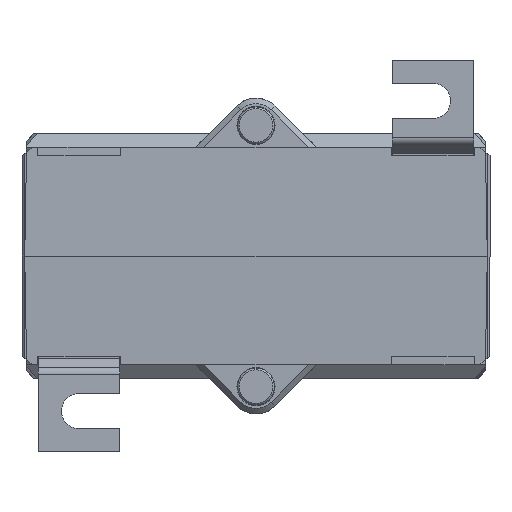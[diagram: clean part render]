
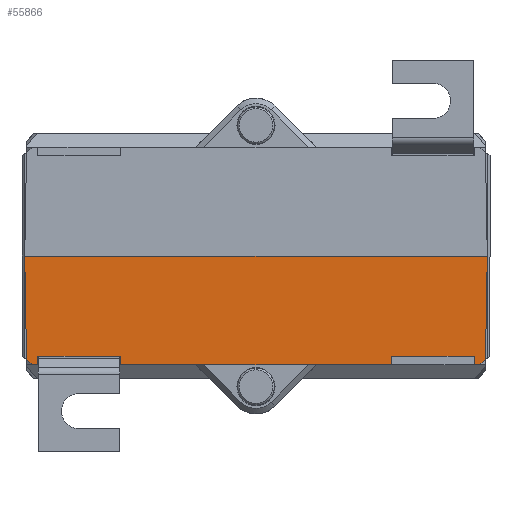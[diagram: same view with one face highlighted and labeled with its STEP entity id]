
A CAD part, front view. The second image highlights one B-rep face of the part: STEP entity #55866.
In plain terms, the highlighted face is planar.
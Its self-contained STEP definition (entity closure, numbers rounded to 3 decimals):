
#13159 = CARTESIAN_POINT ( 'NONE',  ( -42.5, -43.25, 0. ) ) ;
#13309 = CARTESIAN_POINT ( 'NONE',  ( 42.5, -43.25, 0. ) ) ;
#13377 = DIRECTION ( 'NONE',  ( 1., 0., 0. ) ) ;
#13378 = VECTOR ( 'NONE', #13377, 1000. ) ;
#13380 = CARTESIAN_POINT ( 'NONE',  ( -42.5, -43.25, 0. ) ) ;
#13382 = LINE ( 'NONE', #13380, #13378 ) ;
#14495 = CARTESIAN_POINT ( 'NONE',  ( -42.168, -42.918, 19. ) ) ;
#14761 = VECTOR ( 'NONE', #15010, 1000. ) ;
#14939 = CARTESIAN_POINT ( 'NONE',  ( 42.47, -43.22, 1.71 ) ) ;
#14941 = LINE ( 'NONE', #14939, #14761 ) ;
#15010 = DIRECTION ( 'NONE',  ( 0.017, -0.017, -1. ) ) ;
#15170 = CARTESIAN_POINT ( 'NONE',  ( 42.168, -42.918, 19. ) ) ;
#15274 = CARTESIAN_POINT ( 'NONE',  ( -42.5, -43.25, 0. ) ) ;
#15278 = LINE ( 'NONE', #15274, #15284 ) ;
#15283 = DIRECTION ( 'NONE',  ( -0.017, -0.017, -1. ) ) ;
#15284 = VECTOR ( 'NONE', #15283, 1000. ) ;
#16317 = CARTESIAN_POINT ( 'NONE',  ( 40.122, -42.901, 20. ) ) ;
#16410 = DIRECTION ( 'NONE',  ( 1., 0., 0. ) ) ;
#16412 = VECTOR ( 'NONE', #16410, 1000. ) ;
#16413 = CARTESIAN_POINT ( 'NONE',  ( -42.5, -42.901, 20. ) ) ;
#16414 = LINE ( 'NONE', #16413, #16412 ) ;
#16536 = CARTESIAN_POINT ( 'NONE',  ( 41.133, -42.901, 20. ) ) ;
#16580 = CARTESIAN_POINT ( 'NONE',  ( -24.878, -42.901, 20. ) ) ;
#16584 = CARTESIAN_POINT ( 'NONE',  ( -42.5, -42.901, 20. ) ) ;
#16585 = LINE ( 'NONE', #16584, #16627 ) ;
#16600 = DIRECTION ( 'NONE',  ( 1., 0., 0. ) ) ;
#16601 = CARTESIAN_POINT ( 'NONE',  ( -42.5, -42.929, 18.4 ) ) ;
#16602 = DIRECTION ( 'NONE',  ( 0., -0.017, -1. ) ) ;
#16603 = DIRECTION ( 'NONE',  ( 0., -1., 0.017 ) ) ;
#16604 = CARTESIAN_POINT ( 'NONE',  ( -42.5, -43.25, 0. ) ) ;
#16605 = LINE ( 'NONE', #16601, #16670 ) ;
#16607 = DIRECTION ( 'NONE',  ( 0.009, -0.017, -1. ) ) ;
#16608 = VECTOR ( 'NONE', #16607, 1000. ) ;
#16609 = CARTESIAN_POINT ( 'NONE',  ( -39.948, -43.25, 0.022 ) ) ;
#16610 = LINE ( 'NONE', #16609, #16608 ) ;
#16612 = PLANE ( 'NONE',  #16619 ) ;
#16619 = AXIS2_PLACEMENT_3D ( 'NONE', #16604, #16603, #16602 ) ;
#16621 = CARTESIAN_POINT ( 'NONE',  ( 24.878, -42.901, 20. ) ) ;
#16625 = CARTESIAN_POINT ( 'NONE',  ( -24.892, -42.929, 18.4 ) ) ;
#16626 = DIRECTION ( 'NONE',  ( 1., 0., 0. ) ) ;
#16627 = VECTOR ( 'NONE', #16626, 1000. ) ;
#16630 = FACE_OUTER_BOUND ( 'NONE', #55896, .T. ) ;
#16639 = DIRECTION ( 'NONE',  ( 1., 0., 0. ) ) ;
#16640 = VECTOR ( 'NONE', #16639, 1000. ) ;
#16641 = CARTESIAN_POINT ( 'NONE',  ( -42.5, -42.901, 20. ) ) ;
#16642 = LINE ( 'NONE', #16641, #16640 ) ;
#16656 = CARTESIAN_POINT ( 'NONE',  ( -41.133, -42.901, 20. ) ) ;
#16663 = DIRECTION ( 'NONE',  ( 0.009, 0.017, 1. ) ) ;
#16664 = VECTOR ( 'NONE', #16663, 1000. ) ;
#16665 = CARTESIAN_POINT ( 'NONE',  ( -25.054, -43.253, -0.152 ) ) ;
#16666 = LINE ( 'NONE', #16665, #16664 ) ;
#16667 = CARTESIAN_POINT ( 'NONE',  ( -40.108, -42.929, 18.4 ) ) ;
#16670 = VECTOR ( 'NONE', #16600, 1000. ) ;
#16691 = CARTESIAN_POINT ( 'NONE',  ( -40.122, -42.901, 20. ) ) ;
#16718 = CARTESIAN_POINT ( 'NONE',  ( 24.892, -42.929, 18.4 ) ) ;
#16753 = DIRECTION ( 'NONE',  ( -1., 0., 0. ) ) ;
#16755 = DIRECTION ( 'NONE',  ( 0.009, -0.017, -1. ) ) ;
#16756 = VECTOR ( 'NONE', #16755, 1000. ) ;
#16757 = CARTESIAN_POINT ( 'NONE',  ( 25.047, -43.24, 0.589 ) ) ;
#16758 = LINE ( 'NONE', #16757, #16756 ) ;
#16760 = DIRECTION ( 'NONE',  ( 0.009, 0.017, 1. ) ) ;
#16761 = VECTOR ( 'NONE', #16760, 1000. ) ;
#16762 = CARTESIAN_POINT ( 'NONE',  ( 39.941, -43.263, -0.719 ) ) ;
#16763 = LINE ( 'NONE', #16762, #16761 ) ;
#16764 = VECTOR ( 'NONE', #16753, 1000. ) ;
#16765 = CARTESIAN_POINT ( 'NONE',  ( -42.5, -42.929, 18.4 ) ) ;
#16766 = LINE ( 'NONE', #16765, #16764 ) ;
#16767 = CARTESIAN_POINT ( 'NONE',  ( 40.108, -42.929, 18.4 ) ) ;
#16768 = DIRECTION ( 'NONE',  ( -0.719, 0.012, 0.695 ) ) ;
#16769 = VECTOR ( 'NONE', #16768, 1000. ) ;
#16770 = CARTESIAN_POINT ( 'NONE',  ( 40.281, -42.887, 20.822 ) ) ;
#16772 = LINE ( 'NONE', #16816, #16815 ) ;
#16775 = LINE ( 'NONE', #16770, #16769 ) ;
#16814 = DIRECTION ( 'NONE',  ( -0.719, -0.012, -0.695 ) ) ;
#16815 = VECTOR ( 'NONE', #16814, 1000. ) ;
#16816 = CARTESIAN_POINT ( 'NONE',  ( -40.281, -42.887, 20.822 ) ) ;
#54148 = VERTEX_POINT ( 'NONE', #13159 ) ;
#54244 = VERTEX_POINT ( 'NONE', #13309 ) ;
#54249 = EDGE_CURVE ( 'NONE', #54148, #54244, #13382, .T. ) ;
#54767 = EDGE_CURVE ( 'NONE', #54874, #54244, #14941, .T. ) ;
#54775 = VERTEX_POINT ( 'NONE', #14495 ) ;
#54874 = VERTEX_POINT ( 'NONE', #15170 ) ;
#54949 = EDGE_CURVE ( 'NONE', #54775, #54148, #15278, .T. ) ;
#55715 = EDGE_CURVE ( 'NONE', #55716, #55821, #16414, .T. ) ;
#55716 = VERTEX_POINT ( 'NONE', #16317 ) ;
#55821 = VERTEX_POINT ( 'NONE', #16536 ) ;
#55843 = VERTEX_POINT ( 'NONE', #16580 ) ;
#55850 = EDGE_CURVE ( 'NONE', #55843, #55855, #16585, .T. ) ;
#55855 = VERTEX_POINT ( 'NONE', #16621 ) ;
#55856 = ORIENTED_EDGE ( 'NONE', *, *, #55989, .T. ) ;
#55857 = ORIENTED_EDGE ( 'NONE', *, *, #55886, .F. ) ;
#55858 = ORIENTED_EDGE ( 'NONE', *, *, #54249, .T. ) ;
#55859 = ORIENTED_EDGE ( 'NONE', *, *, #54949, .T. ) ;
#55860 = ORIENTED_EDGE ( 'NONE', *, *, #54767, .F. ) ;
#55861 = VERTEX_POINT ( 'NONE', #16625 ) ;
#55864 = EDGE_CURVE ( 'NONE', #55902, #55871, #16610, .T. ) ;
#55866 = ADVANCED_FACE ( 'NONE', ( #16630 ), #16612, .T. ) ;
#55867 = ORIENTED_EDGE ( 'NONE', *, *, #55864, .F. ) ;
#55868 = ORIENTED_EDGE ( 'NONE', *, *, #55869, .F. ) ;
#55869 = EDGE_CURVE ( 'NONE', #55871, #55861, #16605, .T. ) ;
#55870 = EDGE_CURVE ( 'NONE', #55861, #55843, #16666, .T. ) ;
#55871 = VERTEX_POINT ( 'NONE', #16667 ) ;
#55877 = VERTEX_POINT ( 'NONE', #16656 ) ;
#55886 = EDGE_CURVE ( 'NONE', #55877, #55902, #16642, .T. ) ;
#55887 = ORIENTED_EDGE ( 'NONE', *, *, #55870, .F. ) ;
#55896 = EDGE_LOOP ( 'NONE', ( #55887, #55868, #55867, #55857, #55856, #55859, #55858, #55860, #55960, #55971, #55977, #55981, #55973, #55980 ) ) ;
#55902 = VERTEX_POINT ( 'NONE', #16691 ) ;
#55960 = ORIENTED_EDGE ( 'NONE', *, *, #55963, .T. ) ;
#55961 = VERTEX_POINT ( 'NONE', #16718 ) ;
#55963 = EDGE_CURVE ( 'NONE', #54874, #55821, #16775, .T. ) ;
#55966 = EDGE_CURVE ( 'NONE', #55969, #55716, #16763, .T. ) ;
#55969 = VERTEX_POINT ( 'NONE', #16767 ) ;
#55971 = ORIENTED_EDGE ( 'NONE', *, *, #55715, .F. ) ;
#55973 = ORIENTED_EDGE ( 'NONE', *, *, #55983, .F. ) ;
#55977 = ORIENTED_EDGE ( 'NONE', *, *, #55966, .F. ) ;
#55978 = EDGE_CURVE ( 'NONE', #55969, #55961, #16766, .T. ) ;
#55980 = ORIENTED_EDGE ( 'NONE', *, *, #55850, .F. ) ;
#55981 = ORIENTED_EDGE ( 'NONE', *, *, #55978, .T. ) ;
#55983 = EDGE_CURVE ( 'NONE', #55855, #55961, #16758, .T. ) ;
#55989 = EDGE_CURVE ( 'NONE', #55877, #54775, #16772, .T. ) ;
